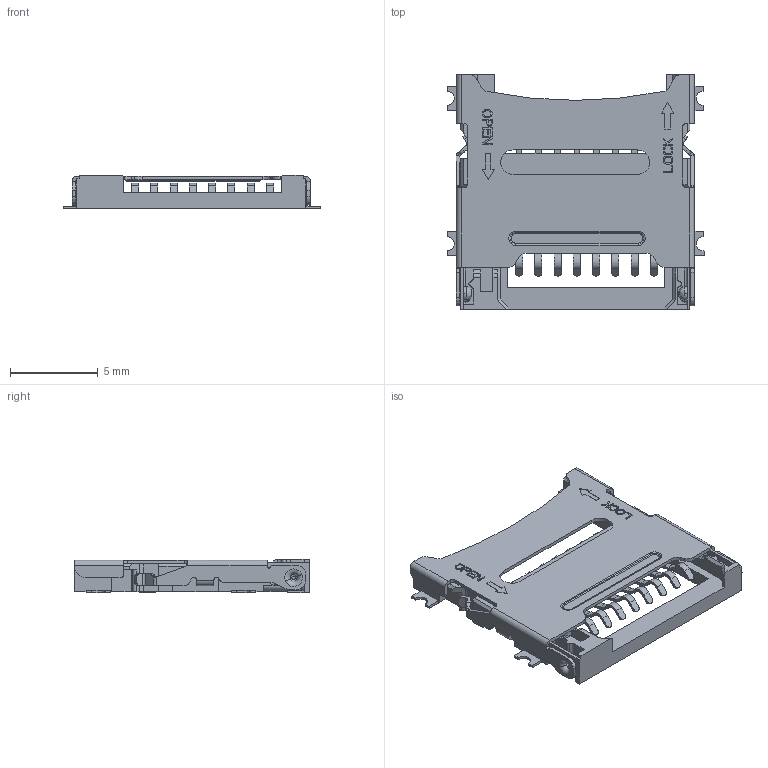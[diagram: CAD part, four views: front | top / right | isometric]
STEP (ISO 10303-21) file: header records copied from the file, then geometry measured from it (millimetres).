
FILE_DESCRIPTION((''),'2;1');
FILE_NAME('C-404400241-A-00_T-FLASH_1_8H_','2023-11-07T',('工程三'),(''),'PRO/ENGINEER BY PARAMETRIC TECHNOLOGY CORPORATION, 2010280','PRO/ENGINEER BY PARAMETRIC TECHNOLOGY CORPORATION, 2010280','');
FILE_SCHEMA(('CONFIG_CONTROL_DESIGN'));
Length unit declared in the file: millimetre
Products named in the file (1): C-404400241-A-00_T-FLASH_1_8H_
Bounding box: 14.69 x 13.4 x 1.9 mm (x, y, z)
Volume: 116.5 mm3; surface area: 647.3 mm2
Topology: 1 solids, 2 shells, 883 faces, 2590 edges, 1723 vertices
Faces by surface type: plane 627, cylinder 209, torus 19, bspline 12, cone 12, extrusion 4
Entity records: 30058 total; most frequent: CARTESIAN_POINT 6218, ORIENTED_EDGE 5180, DIRECTION 4762, EDGE_CURVE 2590, VECTOR 1950, LINE 1946, VERTEX_POINT 1723, AXIS2_PLACEMENT_3D 1406
